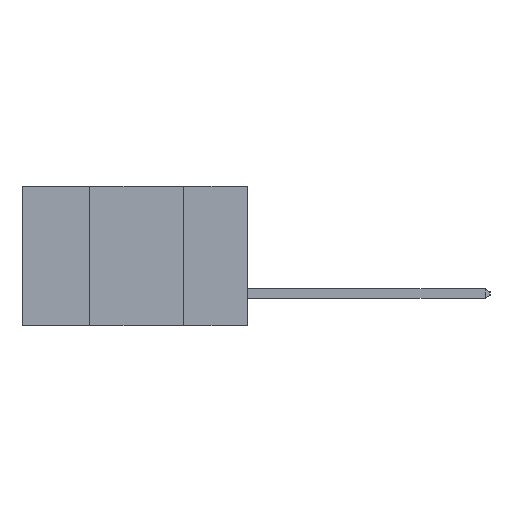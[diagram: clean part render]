
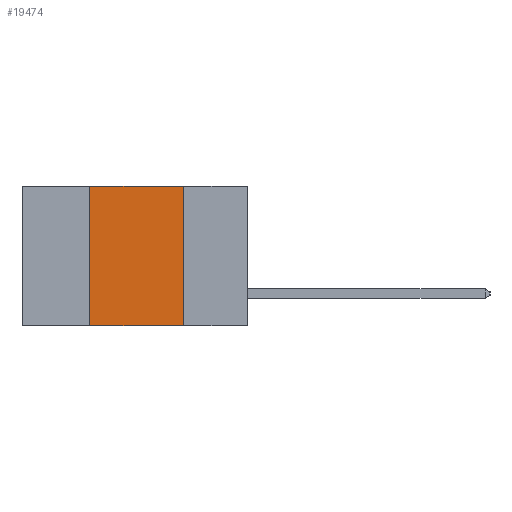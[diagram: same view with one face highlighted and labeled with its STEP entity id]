
A CAD part, left-side view. The second image highlights one B-rep face of the part: STEP entity #19474.
In plain terms, the highlighted planar face has unit normal (-1, 0, 0).
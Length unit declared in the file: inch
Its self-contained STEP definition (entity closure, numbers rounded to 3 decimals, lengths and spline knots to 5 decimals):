
#994 = CARTESIAN_POINT ( 'NONE',  ( 0., 0.17, 0. ) ) ;
#1554 = LINE ( 'NONE', #5246, #18120 ) ;
#3519 = AXIS2_PLACEMENT_3D ( 'NONE', #18808, #12550, #27320 ) ;
#3655 = VECTOR ( 'NONE', #24244, 39.37008 ) ;
#5246 = CARTESIAN_POINT ( 'NONE',  ( 0., 0.6, 0. ) ) ;
#6152 = CARTESIAN_POINT ( 'NONE',  ( 0., 0.17, -0.37 ) ) ;
#6354 = VERTEX_POINT ( 'NONE', #8493 ) ;
#7336 = CARTESIAN_POINT ( 'NONE',  ( 0., 0.42, 0. ) ) ;
#7781 = ORIENTED_EDGE ( 'NONE', *, *, #10703, .F. ) ;
#8493 = CARTESIAN_POINT ( 'NONE',  ( 0., 0.42, 0. ) ) ;
#8947 = VERTEX_POINT ( 'NONE', #6152 ) ;
#9836 = ORIENTED_EDGE ( 'NONE', *, *, #14376, .T. ) ;
#10351 = VECTOR ( 'NONE', #26592, 39.37008 ) ;
#10703 = EDGE_CURVE ( 'NONE', #6354, #26747, #1554, .T. ) ;
#10947 = EDGE_LOOP ( 'NONE', ( #22774, #7781, #13462, #9836 ) ) ;
#12550 = DIRECTION ( 'NONE',  ( 1., 0., 0. ) ) ;
#13462 = ORIENTED_EDGE ( 'NONE', *, *, #17277, .F. ) ;
#14376 = EDGE_CURVE ( 'NONE', #27542, #8947, #22897, .T. ) ;
#15647 = DIRECTION ( 'NONE',  ( 0., -1., 0. ) ) ;
#16948 = CARTESIAN_POINT ( 'NONE',  ( 0., 0.42, -0.37 ) ) ;
#17019 = CARTESIAN_POINT ( 'NONE',  ( 0., 0.17, 0. ) ) ;
#17277 = EDGE_CURVE ( 'NONE', #27542, #6354, #20797, .T. ) ;
#17321 = VECTOR ( 'NONE', #15647, 39.37008 ) ;
#18120 = VECTOR ( 'NONE', #18142, 39.37008 ) ;
#18142 = DIRECTION ( 'NONE',  ( 0., -1., 0. ) ) ;
#18808 = CARTESIAN_POINT ( 'NONE',  ( 0., 0.6, 0. ) ) ;
#19474 = ADVANCED_FACE ( 'NONE', ( #23494 ), #25199, .F. ) ;
#19892 = CARTESIAN_POINT ( 'NONE',  ( 0., 0.6, -0.37 ) ) ;
#20797 = LINE ( 'NONE', #7336, #3655 ) ;
#22774 = ORIENTED_EDGE ( 'NONE', *, *, #22903, .F. ) ;
#22897 = LINE ( 'NONE', #19892, #17321 ) ;
#22903 = EDGE_CURVE ( 'NONE', #26747, #8947, #27195, .T. ) ;
#23494 = FACE_OUTER_BOUND ( 'NONE', #10947, .T. ) ;
#24244 = DIRECTION ( 'NONE',  ( 0., 0., 1. ) ) ;
#25199 = PLANE ( 'NONE',  #3519 ) ;
#26592 = DIRECTION ( 'NONE',  ( 0., 0., -1. ) ) ;
#26747 = VERTEX_POINT ( 'NONE', #17019 ) ;
#27195 = LINE ( 'NONE', #994, #10351 ) ;
#27320 = DIRECTION ( 'NONE',  ( 0., 0., -1. ) ) ;
#27542 = VERTEX_POINT ( 'NONE', #16948 ) ;
